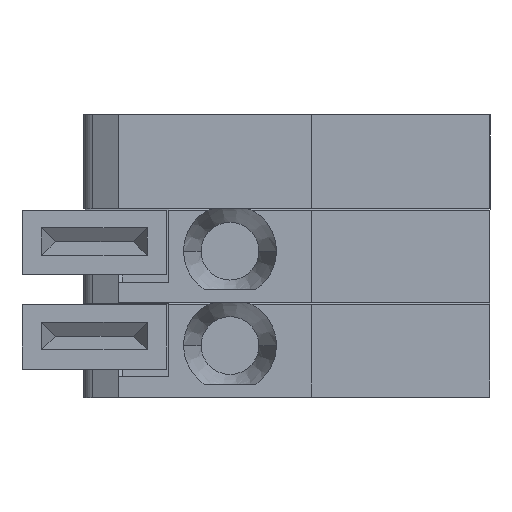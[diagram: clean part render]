
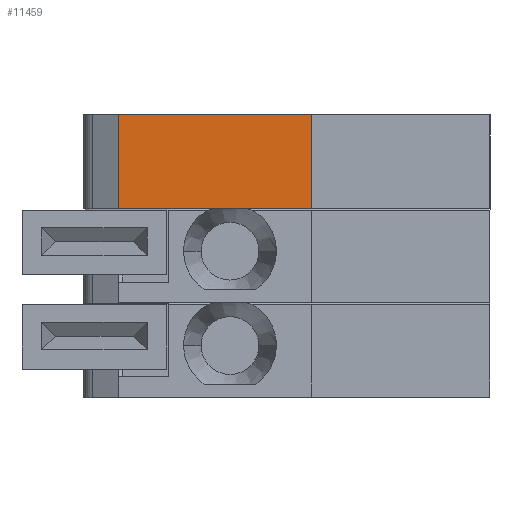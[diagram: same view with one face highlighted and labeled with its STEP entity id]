
A CAD part, top view. The second image highlights one B-rep face of the part: STEP entity #11459.
In plain terms, the highlighted planar face has unit normal (0, 0, 1).
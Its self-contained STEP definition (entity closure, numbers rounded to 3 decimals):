
#6840 = PLANE('',#6841);
#6841 = AXIS2_PLACEMENT_3D('',#6842,#6843,#6844);
#6842 = CARTESIAN_POINT('',(1.032,2.54,6.651));
#6843 = DIRECTION('',(0.,-1.,0.));
#6844 = DIRECTION('',(0.,0.,1.));
#10212 = VERTEX_POINT('',#10213);
#10213 = CARTESIAN_POINT('',(1.5,2.54,13.6));
#10227 = PLANE('',#10228);
#10228 = AXIS2_PLACEMENT_3D('',#10229,#10230,#10231);
#10229 = CARTESIAN_POINT('',(1.5,5.08,13.35));
#10230 = DIRECTION('',(-1.,0.,0.));
#10231 = DIRECTION('',(0.,0.,1.));
#10239 = EDGE_CURVE('',#10212,#10240,#10242,.T.);
#10240 = VERTEX_POINT('',#10241);
#10241 = CARTESIAN_POINT('',(-3.7,2.54,13.6));
#10242 = SURFACE_CURVE('',#10243,(#10247,#10254),.PCURVE_S1.);
#10243 = LINE('',#10244,#10245);
#10244 = CARTESIAN_POINT('',(1.5,2.54,13.6));
#10245 = VECTOR('',#10246,1.);
#10246 = DIRECTION('',(-1.,0.,0.));
#10247 = PCURVE('',#6840,#10248);
#10248 = DEFINITIONAL_REPRESENTATION('',(#10249),#10253);
#10249 = LINE('',#10250,#10251);
#10250 = CARTESIAN_POINT('',(6.949,-0.468));
#10251 = VECTOR('',#10252,1.);
#10252 = DIRECTION('',(0.,1.));
#10253 = ( GEOMETRIC_REPRESENTATION_CONTEXT(2) 
PARAMETRIC_REPRESENTATION_CONTEXT() REPRESENTATION_CONTEXT('2D SPACE',''
  ) );
#10254 = PCURVE('',#10255,#10260);
#10255 = PLANE('',#10256);
#10256 = AXIS2_PLACEMENT_3D('',#10257,#10258,#10259);
#10257 = CARTESIAN_POINT('',(1.5,5.08,13.6));
#10258 = DIRECTION('',(0.,0.,-1.));
#10259 = DIRECTION('',(-1.,0.,0.));
#10260 = DEFINITIONAL_REPRESENTATION('',(#10261),#10265);
#10261 = LINE('',#10262,#10263);
#10262 = CARTESIAN_POINT('',(0.,-2.54));
#10263 = VECTOR('',#10264,1.);
#10264 = DIRECTION('',(1.,0.));
#10265 = ( GEOMETRIC_REPRESENTATION_CONTEXT(2) 
PARAMETRIC_REPRESENTATION_CONTEXT() REPRESENTATION_CONTEXT('2D SPACE',''
  ) );
#10283 = PLANE('',#10284);
#10284 = AXIS2_PLACEMENT_3D('',#10285,#10286,#10287);
#10285 = CARTESIAN_POINT('',(-3.7,5.08,13.6));
#10286 = DIRECTION('',(1.,0.,0.));
#10287 = DIRECTION('',(0.,0.,-1.));
#11202 = PLANE('',#11203);
#11203 = AXIS2_PLACEMENT_3D('',#11204,#11205,#11206);
#11204 = CARTESIAN_POINT('',(1.032,5.08,6.651));
#11205 = DIRECTION('',(0.,-1.,0.));
#11206 = DIRECTION('',(0.,0.,1.));
#11366 = EDGE_CURVE('',#11367,#10212,#11369,.T.);
#11367 = VERTEX_POINT('',#11368);
#11368 = CARTESIAN_POINT('',(1.5,5.08,13.6));
#11369 = SURFACE_CURVE('',#11370,(#11374,#11381),.PCURVE_S1.);
#11370 = LINE('',#11371,#11372);
#11371 = CARTESIAN_POINT('',(1.5,5.08,13.6));
#11372 = VECTOR('',#11373,1.);
#11373 = DIRECTION('',(0.,-1.,0.));
#11374 = PCURVE('',#10227,#11375);
#11375 = DEFINITIONAL_REPRESENTATION('',(#11376),#11380);
#11376 = LINE('',#11377,#11378);
#11377 = CARTESIAN_POINT('',(0.25,0.));
#11378 = VECTOR('',#11379,1.);
#11379 = DIRECTION('',(0.,-1.));
#11380 = ( GEOMETRIC_REPRESENTATION_CONTEXT(2) 
PARAMETRIC_REPRESENTATION_CONTEXT() REPRESENTATION_CONTEXT('2D SPACE',''
  ) );
#11381 = PCURVE('',#10255,#11382);
#11382 = DEFINITIONAL_REPRESENTATION('',(#11383),#11387);
#11383 = LINE('',#11384,#11385);
#11384 = CARTESIAN_POINT('',(0.,0.));
#11385 = VECTOR('',#11386,1.);
#11386 = DIRECTION('',(0.,-1.));
#11387 = ( GEOMETRIC_REPRESENTATION_CONTEXT(2) 
PARAMETRIC_REPRESENTATION_CONTEXT() REPRESENTATION_CONTEXT('2D SPACE',''
  ) );
#11459 = ADVANCED_FACE('',(#11460),#10255,.F.);
#11460 = FACE_BOUND('',#11461,.F.);
#11461 = EDGE_LOOP('',(#11462,#11463,#11464,#11487));
#11462 = ORIENTED_EDGE('',*,*,#11366,.T.);
#11463 = ORIENTED_EDGE('',*,*,#10239,.T.);
#11464 = ORIENTED_EDGE('',*,*,#11465,.F.);
#11465 = EDGE_CURVE('',#11466,#10240,#11468,.T.);
#11466 = VERTEX_POINT('',#11467);
#11467 = CARTESIAN_POINT('',(-3.7,5.08,13.6));
#11468 = SURFACE_CURVE('',#11469,(#11473,#11480),.PCURVE_S1.);
#11469 = LINE('',#11470,#11471);
#11470 = CARTESIAN_POINT('',(-3.7,5.08,13.6));
#11471 = VECTOR('',#11472,1.);
#11472 = DIRECTION('',(0.,-1.,0.));
#11473 = PCURVE('',#10255,#11474);
#11474 = DEFINITIONAL_REPRESENTATION('',(#11475),#11479);
#11475 = LINE('',#11476,#11477);
#11476 = CARTESIAN_POINT('',(5.2,0.));
#11477 = VECTOR('',#11478,1.);
#11478 = DIRECTION('',(0.,-1.));
#11479 = ( GEOMETRIC_REPRESENTATION_CONTEXT(2) 
PARAMETRIC_REPRESENTATION_CONTEXT() REPRESENTATION_CONTEXT('2D SPACE',''
  ) );
#11480 = PCURVE('',#10283,#11481);
#11481 = DEFINITIONAL_REPRESENTATION('',(#11482),#11486);
#11482 = LINE('',#11483,#11484);
#11483 = CARTESIAN_POINT('',(0.,-0.));
#11484 = VECTOR('',#11485,1.);
#11485 = DIRECTION('',(0.,-1.));
#11486 = ( GEOMETRIC_REPRESENTATION_CONTEXT(2) 
PARAMETRIC_REPRESENTATION_CONTEXT() REPRESENTATION_CONTEXT('2D SPACE',''
  ) );
#11487 = ORIENTED_EDGE('',*,*,#11488,.F.);
#11488 = EDGE_CURVE('',#11367,#11466,#11489,.T.);
#11489 = SURFACE_CURVE('',#11490,(#11494,#11501),.PCURVE_S1.);
#11490 = LINE('',#11491,#11492);
#11491 = CARTESIAN_POINT('',(1.5,5.08,13.6));
#11492 = VECTOR('',#11493,1.);
#11493 = DIRECTION('',(-1.,0.,0.));
#11494 = PCURVE('',#10255,#11495);
#11495 = DEFINITIONAL_REPRESENTATION('',(#11496),#11500);
#11496 = LINE('',#11497,#11498);
#11497 = CARTESIAN_POINT('',(0.,0.));
#11498 = VECTOR('',#11499,1.);
#11499 = DIRECTION('',(1.,0.));
#11500 = ( GEOMETRIC_REPRESENTATION_CONTEXT(2) 
PARAMETRIC_REPRESENTATION_CONTEXT() REPRESENTATION_CONTEXT('2D SPACE',''
  ) );
#11501 = PCURVE('',#11202,#11502);
#11502 = DEFINITIONAL_REPRESENTATION('',(#11503),#11507);
#11503 = LINE('',#11504,#11505);
#11504 = CARTESIAN_POINT('',(6.949,-0.468));
#11505 = VECTOR('',#11506,1.);
#11506 = DIRECTION('',(0.,1.));
#11507 = ( GEOMETRIC_REPRESENTATION_CONTEXT(2) 
PARAMETRIC_REPRESENTATION_CONTEXT() REPRESENTATION_CONTEXT('2D SPACE',''
  ) );
